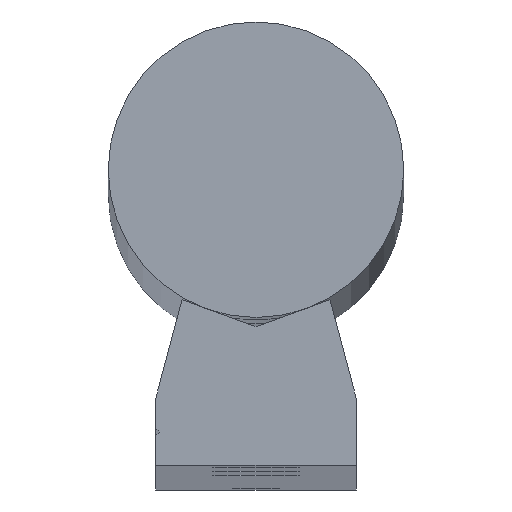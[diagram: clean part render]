
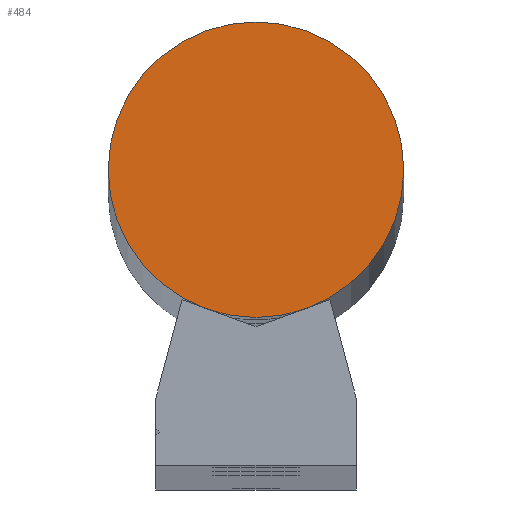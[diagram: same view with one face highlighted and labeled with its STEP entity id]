
A CAD part, top view. The second image highlights one B-rep face of the part: STEP entity #484.
In plain terms, the highlighted planar face has unit normal (0, 0, 1).
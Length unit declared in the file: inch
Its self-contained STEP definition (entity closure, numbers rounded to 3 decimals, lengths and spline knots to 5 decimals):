
#178 = EDGE_CURVE ( 'NONE', #2523, #1332, #682, .T. ) ;
#221 = DIRECTION ( 'NONE',  ( 1., 0., 0. ) ) ;
#368 = ORIENTED_EDGE ( 'NONE', *, *, #463, .T. ) ;
#415 = FACE_OUTER_BOUND ( 'NONE', #2249, .T. ) ;
#423 = CARTESIAN_POINT ( 'NONE',  ( -0.375, 0.75, 0. ) ) ;
#463 = EDGE_CURVE ( 'NONE', #1332, #2523, #1103, .T. ) ;
#484 = ADVANCED_FACE ( 'NONE', ( #415 ), #2170, .T. ) ;
#592 = ORIENTED_EDGE ( 'NONE', *, *, #178, .T. ) ;
#682 = CIRCLE ( 'NONE', #1218, 0.375 ) ;
#961 = CARTESIAN_POINT ( 'NONE',  ( 0., 0.75, 0. ) ) ;
#1103 = CIRCLE ( 'NONE', #2083, 0.375 ) ;
#1218 = AXIS2_PLACEMENT_3D ( 'NONE', #961, #1514, #221 ) ;
#1292 = CARTESIAN_POINT ( 'NONE',  ( 0., 0.75, 0. ) ) ;
#1325 = AXIS2_PLACEMENT_3D ( 'NONE', #2409, #3160, #2157 ) ;
#1332 = VERTEX_POINT ( 'NONE', #2471 ) ;
#1514 = DIRECTION ( 'NONE',  ( 0., 0., 1. ) ) ;
#2001 = DIRECTION ( 'NONE',  ( 1., 0., 0. ) ) ;
#2083 = AXIS2_PLACEMENT_3D ( 'NONE', #1292, #3265, #2001 ) ;
#2157 = DIRECTION ( 'NONE',  ( 1., 0., 0. ) ) ;
#2170 = PLANE ( 'NONE',  #1325 ) ;
#2249 = EDGE_LOOP ( 'NONE', ( #368, #592 ) ) ;
#2409 = CARTESIAN_POINT ( 'NONE',  ( 0., 0.75, 0. ) ) ;
#2471 = CARTESIAN_POINT ( 'NONE',  ( 0.375, 0.75, 0. ) ) ;
#2523 = VERTEX_POINT ( 'NONE', #423 ) ;
#3160 = DIRECTION ( 'NONE',  ( 0., 0., 1. ) ) ;
#3265 = DIRECTION ( 'NONE',  ( 0., 0., 1. ) ) ;
